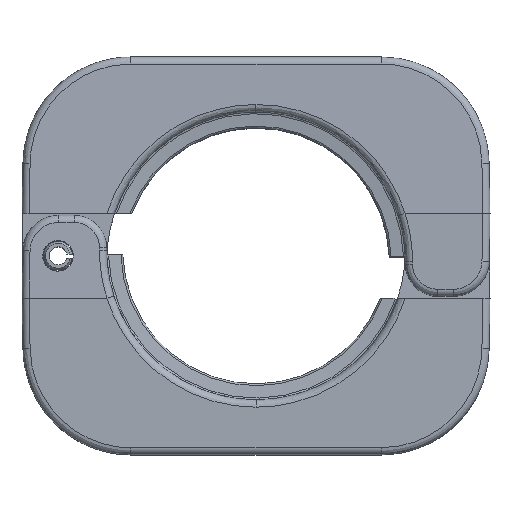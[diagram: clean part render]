
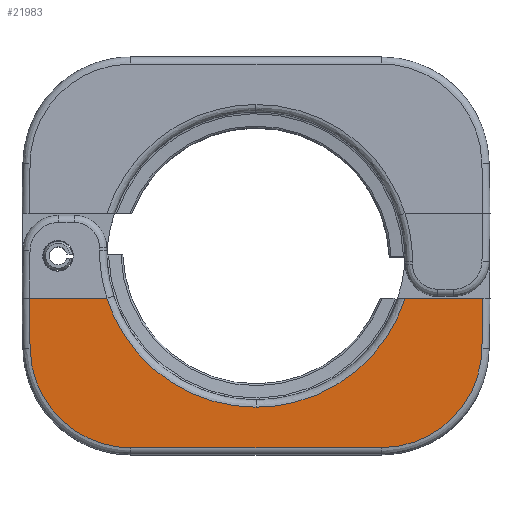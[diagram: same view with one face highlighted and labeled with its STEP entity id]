
A CAD part, top view. The second image highlights one B-rep face of the part: STEP entity #21983.
In plain terms, the highlighted planar face has unit normal (0, -0.018, 1).
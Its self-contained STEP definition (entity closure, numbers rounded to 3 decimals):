
#199 = CARTESIAN_POINT ( 'NONE',  ( 63., -67., 23. ) ) ;
#1333 = CARTESIAN_POINT ( 'NONE',  ( 34.76, -108.535, 22.275 ) ) ;
#1497 = LINE ( 'NONE', #31307, #6398 ) ;
#2166 = EDGE_CURVE ( 'NONE', #13831, #32257, #7165, .T. ) ;
#2253 = CARTESIAN_POINT ( 'NONE',  ( -62.473, -97.197, 22.473 ) ) ;
#2311 = CARTESIAN_POINT ( 'NONE',  ( -41.444, -67., 23. ) ) ;
#3228 = CARTESIAN_POINT ( 'NONE',  ( -62.756, -80.989, 22.756 ) ) ;
#4284 = CARTESIAN_POINT ( 'NONE',  ( -35.48, -85.703, 22.674 ) ) ;
#4652 = EDGE_CURVE ( 'NONE', #21104, #31961, #29721, .T. ) ;
#4812 = CARTESIAN_POINT ( 'NONE',  ( -63., -67., 23. ) ) ;
#5093 = CARTESIAN_POINT ( 'NONE',  ( -34.76, -108.535, 22.275 ) ) ;
#5326 = VERTEX_POINT ( 'NONE', #199 ) ;
#5462 = CARTESIAN_POINT ( 'NONE',  ( -62.756, -81.024, 22.755 ) ) ;
#5802 = CARTESIAN_POINT ( 'NONE',  ( -33., -67., 23. ) ) ;
#6118 = EDGE_CURVE ( 'NONE', #32257, #12394, #20659, .T. ) ;
#6398 = VECTOR ( 'NONE', #24128, 1000. ) ;
#6798 = CARTESIAN_POINT ( 'NONE',  ( -41.444, -67., 23. ) ) ;
#7165 =( BOUNDED_CURVE ( )  B_SPLINE_CURVE ( 3, ( #19416, #14067, #4284, #6798 ),
 .UNSPECIFIED., .F., .T. ) 
 B_SPLINE_CURVE_WITH_KNOTS ( ( 4, 4 ),
 ( 0., 1.262 ),
 .UNSPECIFIED. ) 
 CURVE ( )  GEOMETRIC_REPRESENTATION_ITEM ( )  RATIONAL_B_SPLINE_CURVE ( ( 1., 0.872, 0.872, 1. ) ) 
 REPRESENTATION_ITEM ( '' )  );
#7763 = CARTESIAN_POINT ( 'NONE',  ( -50.936, -108.535, 22.275 ) ) ;
#7848 = CARTESIAN_POINT ( 'NONE',  ( 19.631, -97.285, 22.471 ) ) ;
#8800 = LINE ( 'NONE', #31444, #29500 ) ;
#9969 = CARTESIAN_POINT ( 'NONE',  ( -33., -67., 23. ) ) ;
#10049 = VERTEX_POINT ( 'NONE', #17408 ) ;
#10097 = DIRECTION ( 'NONE',  ( 0., -0.017, 1. ) ) ;
#10674 = ORIENTED_EDGE ( 'NONE', *, *, #30133, .F. ) ;
#11828 = CARTESIAN_POINT ( 'NONE',  ( 50.936, -108.535, 22.275 ) ) ;
#12394 = VERTEX_POINT ( 'NONE', #4812 ) ;
#12410 = CARTESIAN_POINT ( 'NONE',  ( 41.444, -67., 23. ) ) ;
#12741 = DIRECTION ( 'NONE',  ( 0., -1., -0.017 ) ) ;
#12906 = PLANE ( 'NONE',  #32337 ) ;
#12991 = ORIENTED_EDGE ( 'NONE', *, *, #2166, .T. ) ;
#13087 = ORIENTED_EDGE ( 'NONE', *, *, #4652, .T. ) ;
#13441 = CARTESIAN_POINT ( 'NONE',  ( 41.444, -67., 23. ) ) ;
#13831 = VERTEX_POINT ( 'NONE', #22242 ) ;
#13921 = CARTESIAN_POINT ( 'NONE',  ( 0., -97.285, 22.471 ) ) ;
#14067 = CARTESIAN_POINT ( 'NONE',  ( -19.631, -97.285, 22.471 ) ) ;
#15038 = EDGE_CURVE ( 'NONE', #31961, #24887, #1497, .T. ) ;
#15588 = FACE_OUTER_BOUND ( 'NONE', #28262, .T. ) ;
#16018 = LINE ( 'NONE', #3228, #32702 ) ;
#16086 = VECTOR ( 'NONE', #30294, 1000. ) ;
#17259 = ORIENTED_EDGE ( 'NONE', *, *, #24858, .T. ) ;
#17408 = CARTESIAN_POINT ( 'NONE',  ( 62.756, -81.024, 22.755 ) ) ;
#18139 = CARTESIAN_POINT ( 'NONE',  ( -33., -67., 23. ) ) ;
#19153 = EDGE_CURVE ( 'NONE', #10049, #5326, #8800, .T. ) ;
#19317 = VERTEX_POINT ( 'NONE', #12410 ) ;
#19416 = CARTESIAN_POINT ( 'NONE',  ( 0., -97.285, 22.471 ) ) ;
#19722 = EDGE_CURVE ( 'NONE', #12394, #21104, #16018, .T. ) ;
#20274 = ORIENTED_EDGE ( 'NONE', *, *, #19722, .T. ) ;
#20473 = CARTESIAN_POINT ( 'NONE',  ( 35.48, -85.703, 22.674 ) ) ;
#20659 = LINE ( 'NONE', #18139, #23137 ) ;
#21104 = VERTEX_POINT ( 'NONE', #5462 ) ;
#21983 = ADVANCED_FACE ( 'NONE', ( #15588 ), #12906, .T. ) ;
#22011 = CARTESIAN_POINT ( 'NONE',  ( 62.473, -97.197, 22.473 ) ) ;
#22242 = CARTESIAN_POINT ( 'NONE',  ( 0., -97.285, 22.471 ) ) ;
#22438 =( BOUNDED_CURVE ( )  B_SPLINE_CURVE ( 3, ( #13441, #20473, #7848, #13921 ),
 .UNSPECIFIED., .F., .T. ) 
 B_SPLINE_CURVE_WITH_KNOTS ( ( 4, 4 ),
 ( 5.021, 6.283 ),
 .UNSPECIFIED. ) 
 CURVE ( )  GEOMETRIC_REPRESENTATION_ITEM ( )  RATIONAL_B_SPLINE_CURVE ( ( 1., 0.872, 0.872, 1. ) ) 
 REPRESENTATION_ITEM ( '' )  );
#23137 = VECTOR ( 'NONE', #23333, 1000. ) ;
#23333 = DIRECTION ( 'NONE',  ( -1., 0., 0. ) ) ;
#23564 = DIRECTION ( 'NONE',  ( 0.017, -1., -0.017 ) ) ;
#23671 = EDGE_CURVE ( 'NONE', #24887, #10049, #24763, .T. ) ;
#24128 = DIRECTION ( 'NONE',  ( 1., 0., 0. ) ) ;
#24224 = ORIENTED_EDGE ( 'NONE', *, *, #6118, .T. ) ;
#24517 = CARTESIAN_POINT ( 'NONE',  ( 34.76, -108.535, 22.275 ) ) ;
#24763 =( BOUNDED_CURVE ( )  B_SPLINE_CURVE ( 3, ( #24517, #11828, #22011, #27165 ),
 .UNSPECIFIED., .F., .T. ) 
 B_SPLINE_CURVE_WITH_KNOTS ( ( 4, 4 ),
 ( 3.142, 4.695 ),
 .UNSPECIFIED. ) 
 CURVE ( )  GEOMETRIC_REPRESENTATION_ITEM ( )  RATIONAL_B_SPLINE_CURVE ( ( 1., 0.809, 0.809, 1. ) ) 
 REPRESENTATION_ITEM ( '' )  );
#24858 = EDGE_CURVE ( 'NONE', #19317, #13831, #22438, .T. ) ;
#24887 = VERTEX_POINT ( 'NONE', #1333 ) ;
#25036 = ORIENTED_EDGE ( 'NONE', *, *, #15038, .T. ) ;
#26206 = CARTESIAN_POINT ( 'NONE',  ( -34.76, -108.535, 22.275 ) ) ;
#26706 = ORIENTED_EDGE ( 'NONE', *, *, #23671, .T. ) ;
#27165 = CARTESIAN_POINT ( 'NONE',  ( 62.756, -81.024, 22.755 ) ) ;
#27785 = ORIENTED_EDGE ( 'NONE', *, *, #19153, .T. ) ;
#28262 = EDGE_LOOP ( 'NONE', ( #10674, #17259, #12991, #24224, #20274, #13087, #25036, #26706, #27785 ) ) ;
#29500 = VECTOR ( 'NONE', #31299, 1000. ) ;
#29721 =( BOUNDED_CURVE ( )  B_SPLINE_CURVE ( 3, ( #30387, #2253, #7763, #5093 ),
 .UNSPECIFIED., .F., .T. ) 
 B_SPLINE_CURVE_WITH_KNOTS ( ( 4, 4 ),
 ( 1.588, 3.142 ),
 .UNSPECIFIED. ) 
 CURVE ( )  GEOMETRIC_REPRESENTATION_ITEM ( )  RATIONAL_B_SPLINE_CURVE ( ( 1., 0.809, 0.809, 1. ) ) 
 REPRESENTATION_ITEM ( '' )  );
#30133 = EDGE_CURVE ( 'NONE', #19317, #5326, #32812, .T. ) ;
#30294 = DIRECTION ( 'NONE',  ( 1., 0., 0. ) ) ;
#30387 = CARTESIAN_POINT ( 'NONE',  ( -62.756, -81.024, 22.755 ) ) ;
#31299 = DIRECTION ( 'NONE',  ( 0.017, 1., 0.017 ) ) ;
#31307 = CARTESIAN_POINT ( 'NONE',  ( 34.76, -108.535, 22.275 ) ) ;
#31444 = CARTESIAN_POINT ( 'NONE',  ( 63.001, -66.965, 23.001 ) ) ;
#31961 = VERTEX_POINT ( 'NONE', #26206 ) ;
#32257 = VERTEX_POINT ( 'NONE', #2311 ) ;
#32337 = AXIS2_PLACEMENT_3D ( 'NONE', #5802, #10097, #12741 ) ;
#32702 = VECTOR ( 'NONE', #23564, 1000. ) ;
#32812 = LINE ( 'NONE', #9969, #16086 ) ;
